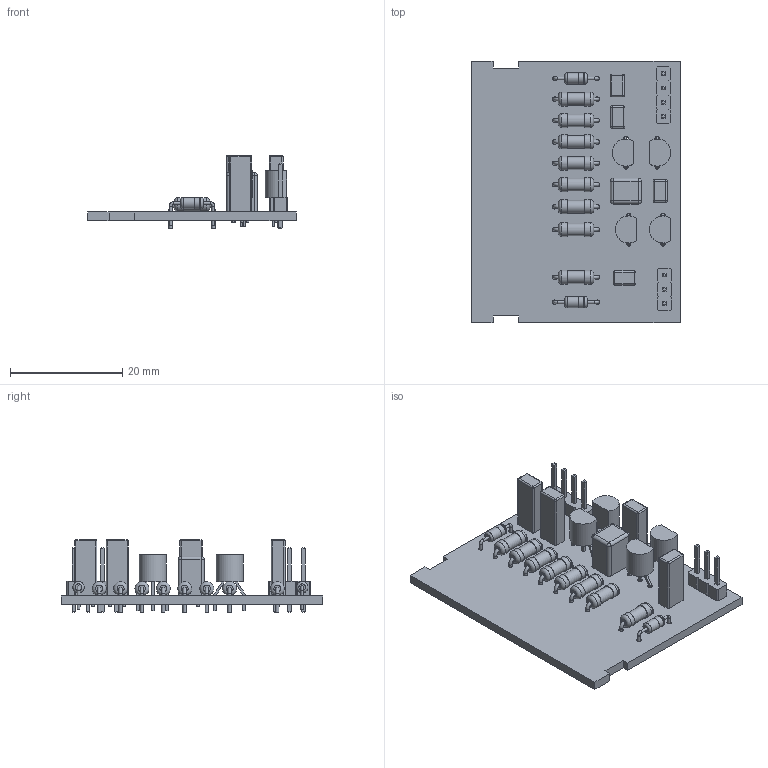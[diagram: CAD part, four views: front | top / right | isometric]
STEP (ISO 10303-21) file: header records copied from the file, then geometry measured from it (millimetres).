
FILE_DESCRIPTION(('KiCad electronic assembly'),'2;1');
FILE_NAME('OdysseyDaughterCardSpotGenerator.step','2024-06-18T23:30:52', ('Pcbnew'),('Kicad'),'Open CASCADE STEP processor 7.7', 'KiCad to STEP converter','Unknown');
FILE_SCHEMA(('AUTOMOTIVE_DESIGN { 1 0 10303 214 1 1 1 1 }'));
Length unit declared in the file: millimetre
Products named in the file (16): OdysseyDaughterCardSpotGenerator 1; C_Rect_L4.0mm_W2.5mm_P2.50mm; C_Rect_L40mm_W25mm_P250mm; C_Rect_L4.6mm_W5.5mm_P2.50mm_MKS02_FKP02; C_Rect_L46mm_W55mm_P250mm_MKS02_FKP02; D_DO-35_SOD27_P7.62mm_Horizontal; TO-92_Inline_Wide; R_Axial_DIN0207_L6.3mm_D2.5mm_P7.62mm_Horizontal; R_Axial_DIN0207_L63mm_D25mm_P762mm_Horizontal; PinHeader_1x03_P2.54mm_Vertical; PinHeader_1x03_P254mm_Vertical; PinHeader_1x04_P2.54mm_Vertical; PinHeader_1x04_P254mm_Vertical; _autosave-OdysseyDaughterCardSpotGenerator_PCB
Assembly tree (29 placements, depth 3):
  OdysseyDaughterCardSpotGenerator 1
    C_Rect_L4.0mm_W2.5mm_P2.50mm  x4
      C_Rect_L40mm_W25mm_P250mm
    C_Rect_L4.6mm_W5.5mm_P2.50mm_MKS02_FKP02
      C_Rect_L46mm_W55mm_P250mm_MKS02_FKP02
    D_DO-35_SOD27_P7.62mm_Horizontal  x2
      D_DO-35_SOD27_P7.62mm_Horizontal
    TO-92_Inline_Wide  x4
      TO-92_Inline_Wide
    R_Axial_DIN0207_L6.3mm_D2.5mm_P7.62mm_Horizontal  x8
      R_Axial_DIN0207_L63mm_D25mm_P762mm_Horizontal
    PinHeader_1x03_P2.54mm_Vertical
      PinHeader_1x03_P254mm_Vertical
    PinHeader_1x04_P2.54mm_Vertical
      PinHeader_1x04_P254mm_Vertical
    _autosave-OdysseyDaughterCardSpotGenerator_PCB
Bounding box: 37.09 x 46.6 x 13 mm (x, y, z)
Volume: 3987.9 mm3; surface area: 6197.8 mm2
Topology: 24 solids, 24 shells, 609 faces, 1327 edges, 818 vertices
Faces by surface type: plane 394, cylinder 155, torus 40, sphere 20
Full cylindrical faces by diameter (mm): 0.4 x2, 0.5 x14, 0.6 x16, 0.7 x2, 0.8 x40, 1 x7, 2 x4, 2.02 x2, 2.25 x8, 2.5 x16
Entity records: 12454 total; most frequent: CARTESIAN_POINT 2003, DIRECTION 1712, ORIENTED_EDGE 1596, EDGE_CURVE 798, LINE 622, VECTOR 622, AXIS2_PLACEMENT_3D 545, VERTEX_POINT 502
